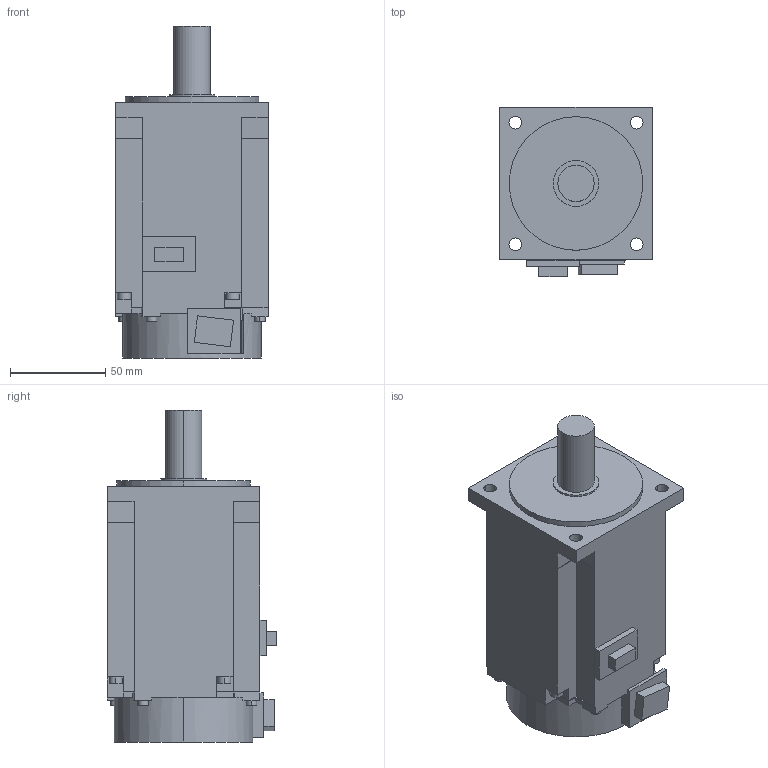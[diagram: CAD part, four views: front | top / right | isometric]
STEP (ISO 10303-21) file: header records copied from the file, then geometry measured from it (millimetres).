
FILE_DESCRIPTION((''),'2;1');
FILE_NAME('PRT0001','2013-03-15T',('FC54009'),(''),'PRO/ENGINEER BY PARAMETRIC TECHNOLOGY CORPORATION, 2009400','PRO/ENGINEER BY PARAMETRIC TECHNOLOGY CORPORATION, 2009400','');
FILE_SCHEMA(('CONFIG_CONTROL_DESIGN'));
Length unit declared in the file: millimetre
Products named in the file (1): PRT0001
Bounding box: 80 x 88.8 x 173.9 mm (x, y, z)
Volume: 751110.7 mm3; surface area: 59601.3 mm2
Topology: 1 solids, 5 shells, 168 faces, 413 edges, 268 vertices
Faces by surface type: plane 123, cylinder 45
Entity records: 4983 total; most frequent: DIRECTION 865, CARTESIAN_POINT 849, ORIENTED_EDGE 826, EDGE_CURVE 413, VECTOR 297, LINE 297, AXIS2_PLACEMENT_3D 284, VERTEX_POINT 268
